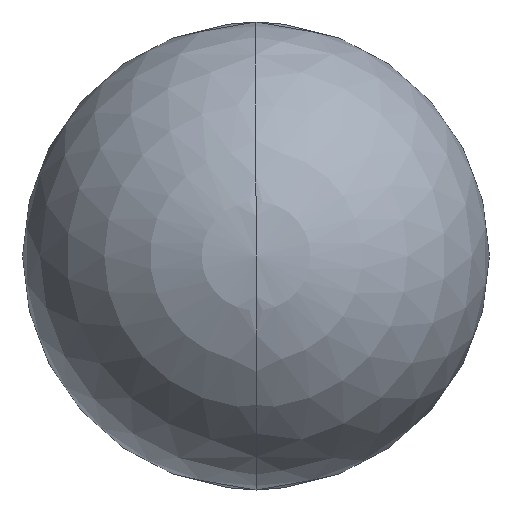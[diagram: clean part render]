
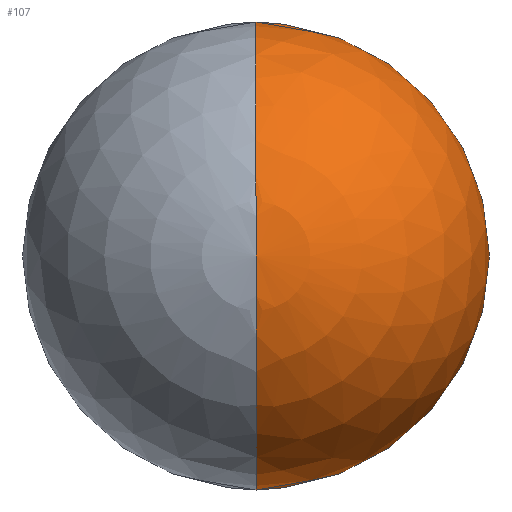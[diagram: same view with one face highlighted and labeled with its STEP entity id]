
A CAD part, left-side view. The second image highlights one B-rep face of the part: STEP entity #107.
In plain terms, the highlighted spherical face has radius 20 mm.
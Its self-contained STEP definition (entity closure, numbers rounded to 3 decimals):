
#103=VERTEX_POINT('',#234);
#107=ADVANCED_FACE('',(#238),#239,.T.);
#109=VERTEX_POINT('',#241);
#119=EDGE_CURVE('',#103,#175,#252,.T.);
#123=EDGE_CURVE('',#109,#103,#256,.T.);
#175=VERTEX_POINT('',#317);
#187=EDGE_CURVE('',#175,#109,#331,.T.);
#234=CARTESIAN_POINT('',(-182.0,0.,0.));
#238=FACE_OUTER_BOUND('',#378,.T.);
#239=SPHERICAL_SURFACE('',#379,20.0);
#241=CARTESIAN_POINT('',(-145.0,0.,-10.536));
#252=CIRCLE('',#396,20.0);
#256=CIRCLE('',#402,20.0);
#317=CARTESIAN_POINT('',(-145.0,0.,10.536));
#331=CIRCLE('',#496,10.536);
#378=EDGE_LOOP('',(#531,#532,#533));
#379=AXIS2_PLACEMENT_3D('',#534,#535,#536);
#396=AXIS2_PLACEMENT_3D('',#550,#551,#552);
#402=AXIS2_PLACEMENT_3D('',#556,#557,#558);
#496=AXIS2_PLACEMENT_3D('',#662,#663,#664);
#531=ORIENTED_EDGE('',*,*,#119,.F.);
#532=ORIENTED_EDGE('',*,*,#123,.F.);
#533=ORIENTED_EDGE('',*,*,#187,.F.);
#534=CARTESIAN_POINT('',(-162.0,0.,0.));
#535=DIRECTION('',(1.0,0.0,0.0));
#536=DIRECTION('',(0.0,0.,1.0));
#550=CARTESIAN_POINT('',(-162.0,0.,0.));
#551=DIRECTION('',(-0.0,1.0,0.));
#552=DIRECTION('',(0.0,0.,-1.0));
#556=CARTESIAN_POINT('',(-162.0,0.,0.));
#557=DIRECTION('',(-0.0,1.0,0.));
#558=DIRECTION('',(0.0,0.,-1.0));
#662=CARTESIAN_POINT('',(-145.0,0.,0.));
#663=DIRECTION('',(1.0,0.0,0.0));
#664=DIRECTION('',(0.0,0.,1.0));
